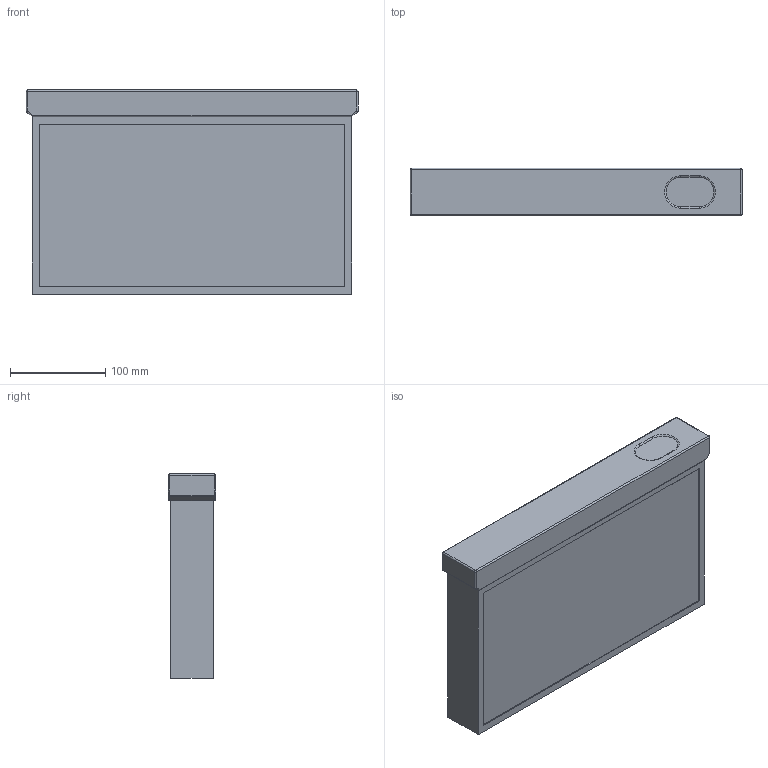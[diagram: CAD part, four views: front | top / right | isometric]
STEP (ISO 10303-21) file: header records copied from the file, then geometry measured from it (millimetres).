
FILE_DESCRIPTION(/* description */ ('Unknown'),/* implementation_level */ '2;1');
FILE_NAME(/* name */ 'SNP 7235 WA',/* time_stamp */ '2020-08-05T12:02:56+02:00',/* author */ ('Unknown'),/* organization */ ('Unknown'),/* preprocessor_version */ 'ST-DEVELOPER v16.7',/* originating_system */ 'Solid Edge',/* authorisation */ 'Unknown');
FILE_SCHEMA (('AUTOMOTIVE_DESIGN {1 0 10303 214 3 1 1}'));
Length unit declared in the file: millimetre
Products named in the file (1): SNP 7235 WA
Bounding box: 348 x 50 x 214 mm (x, y, z)
Volume: 3177873.1 mm3; surface area: 199095.1 mm2
Topology: 1 solids, 1 shells, 53 faces, 120 edges, 64 vertices
Faces by surface type: plane 25, cylinder 18, sphere 4, bspline 4, torus 2
Entity records: 1468 total; most frequent: CARTESIAN_POINT 298, DIRECTION 248, ORIENTED_EDGE 224, EDGE_CURVE 112, AXIS2_PLACEMENT_3D 86, LINE 76, VECTOR 76, VERTEX_POINT 64
